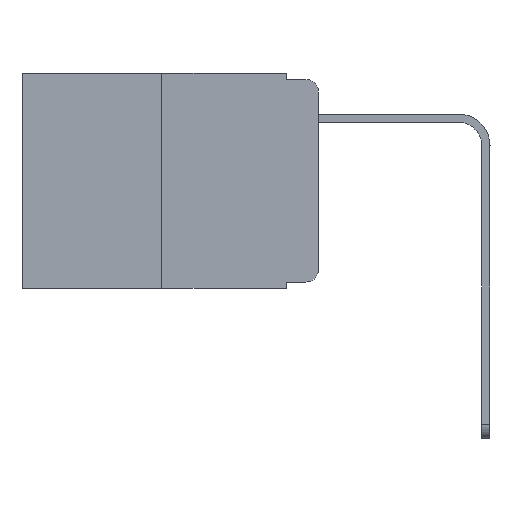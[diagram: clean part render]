
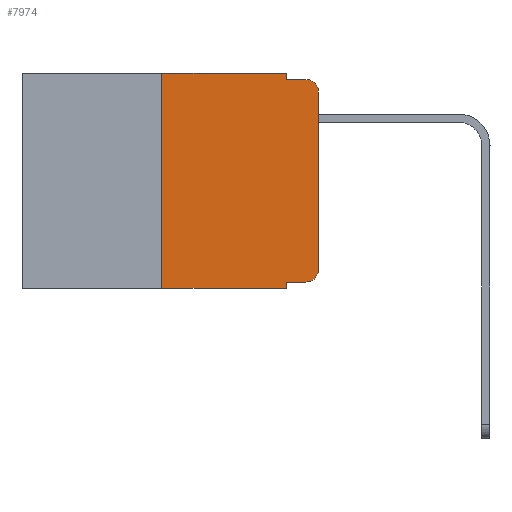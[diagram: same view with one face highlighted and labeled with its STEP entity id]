
A CAD part, left-side view. The second image highlights one B-rep face of the part: STEP entity #7974.
In plain terms, the highlighted planar face has unit normal (-1, 0, 0).
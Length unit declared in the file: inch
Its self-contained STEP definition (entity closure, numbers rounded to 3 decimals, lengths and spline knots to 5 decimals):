
#166 = CARTESIAN_POINT ( 'NONE',  ( 0., 0., -0.03 ) ) ;
#452 = CARTESIAN_POINT ( 'NONE',  ( 0., 0.051, 0. ) ) ;
#546 = LINE ( 'NONE', #452, #15595 ) ;
#593 = CIRCLE ( 'NONE', #21021, 0.02 ) ;
#662 = DIRECTION ( 'NONE',  ( 0., 0., 1. ) ) ;
#881 = DIRECTION ( 'NONE',  ( 0., 0., -1. ) ) ;
#893 = VECTOR ( 'NONE', #881, 39.37008 ) ;
#1199 = ORIENTED_EDGE ( 'NONE', *, *, #16220, .F. ) ;
#1478 = DIRECTION ( 'NONE',  ( 0., 0., -1. ) ) ;
#1784 = EDGE_LOOP ( 'NONE', ( #15642, #1866, #12902, #2816, #17661, #6485, #6541, #1199, #18859, #2130 ) ) ;
#1866 = ORIENTED_EDGE ( 'NONE', *, *, #18316, .T. ) ;
#1967 = AXIS2_PLACEMENT_3D ( 'NONE', #20891, #6304, #12923 ) ;
#2130 = ORIENTED_EDGE ( 'NONE', *, *, #5901, .T. ) ;
#2816 = ORIENTED_EDGE ( 'NONE', *, *, #6632, .F. ) ;
#3237 = PLANE ( 'NONE',  #1967 ) ;
#3658 = VERTEX_POINT ( 'NONE', #5044 ) ;
#3703 = LINE ( 'NONE', #8948, #9067 ) ;
#4255 = VERTEX_POINT ( 'NONE', #16164 ) ;
#5044 = CARTESIAN_POINT ( 'NONE',  ( 0., 0.051, 0. ) ) ;
#5241 = CARTESIAN_POINT ( 'NONE',  ( 0., 0.25, -0.343 ) ) ;
#5591 = VERTEX_POINT ( 'NONE', #8588 ) ;
#5901 = EDGE_CURVE ( 'NONE', #15324, #12989, #14861, .T. ) ;
#5909 = EDGE_CURVE ( 'NONE', #4255, #3658, #16908, .T. ) ;
#6259 = EDGE_CURVE ( 'NONE', #15997, #4255, #8498, .T. ) ;
#6304 = DIRECTION ( 'NONE',  ( 1., 0., 0. ) ) ;
#6392 = FACE_OUTER_BOUND ( 'NONE', #1784, .T. ) ;
#6485 = ORIENTED_EDGE ( 'NONE', *, *, #6259, .F. ) ;
#6535 = LINE ( 'NONE', #20390, #893 ) ;
#6541 = ORIENTED_EDGE ( 'NONE', *, *, #15088, .T. ) ;
#6576 = LINE ( 'NONE', #10642, #14732 ) ;
#6632 = EDGE_CURVE ( 'NONE', #3658, #14092, #546, .T. ) ;
#7010 = AXIS2_PLACEMENT_3D ( 'NONE', #19438, #9614, #1478 ) ;
#7623 = VECTOR ( 'NONE', #13759, 39.37008 ) ;
#7974 = ADVANCED_FACE ( 'NONE', ( #6392 ), #3237, .F. ) ;
#7999 = CARTESIAN_POINT ( 'NONE',  ( 0., 0.02, -0.333 ) ) ;
#8129 = VERTEX_POINT ( 'NONE', #166 ) ;
#8133 = EDGE_CURVE ( 'NONE', #5591, #15324, #10967, .T. ) ;
#8498 = LINE ( 'NONE', #9812, #13572 ) ;
#8588 = CARTESIAN_POINT ( 'NONE',  ( 0., 0.051, -0.333 ) ) ;
#8948 = CARTESIAN_POINT ( 'NONE',  ( 0., 0.051, -0.01 ) ) ;
#9067 = VECTOR ( 'NONE', #15276, 39.37008 ) ;
#9614 = DIRECTION ( 'NONE',  ( -1., 0., 0. ) ) ;
#9710 = CARTESIAN_POINT ( 'NONE',  ( 0., 0.02, -0.01 ) ) ;
#9812 = CARTESIAN_POINT ( 'NONE',  ( 0., 0.25, 0. ) ) ;
#9892 = LINE ( 'NONE', #12056, #7623 ) ;
#10283 = CARTESIAN_POINT ( 'NONE',  ( 0., 0.051, -0.343 ) ) ;
#10642 = CARTESIAN_POINT ( 'NONE',  ( 0., 0., 0. ) ) ;
#10793 = VECTOR ( 'NONE', #17571, 39.37008 ) ;
#10967 = LINE ( 'NONE', #18045, #16085 ) ;
#11072 = VERTEX_POINT ( 'NONE', #10283 ) ;
#11118 = EDGE_CURVE ( 'NONE', #14092, #19296, #3703, .T. ) ;
#11160 = CARTESIAN_POINT ( 'NONE',  ( 0., 0.473, 0. ) ) ;
#11391 = CARTESIAN_POINT ( 'NONE',  ( 0., 0.02, -0.03 ) ) ;
#11577 = DIRECTION ( 'NONE',  ( 0., -1., 0. ) ) ;
#12056 = CARTESIAN_POINT ( 'NONE',  ( 0., 0.473, -0.343 ) ) ;
#12902 = ORIENTED_EDGE ( 'NONE', *, *, #11118, .F. ) ;
#12923 = DIRECTION ( 'NONE',  ( 0., 0., -1. ) ) ;
#12989 = VERTEX_POINT ( 'NONE', #13898 ) ;
#13254 = EDGE_CURVE ( 'NONE', #12989, #8129, #6576, .T. ) ;
#13495 = DIRECTION ( 'NONE',  ( 0., 0., -1. ) ) ;
#13572 = VECTOR ( 'NONE', #19686, 39.37008 ) ;
#13759 = DIRECTION ( 'NONE',  ( 0., -1., 0. ) ) ;
#13898 = CARTESIAN_POINT ( 'NONE',  ( 0., 0., -0.313 ) ) ;
#14092 = VERTEX_POINT ( 'NONE', #17433 ) ;
#14732 = VECTOR ( 'NONE', #662, 39.37008 ) ;
#14861 = CIRCLE ( 'NONE', #7010, 0.02 ) ;
#14875 = DIRECTION ( 'NONE',  ( 0., 0., -1. ) ) ;
#14948 = DIRECTION ( 'NONE',  ( -1., 0., 0. ) ) ;
#15088 = EDGE_CURVE ( 'NONE', #15997, #11072, #9892, .T. ) ;
#15276 = DIRECTION ( 'NONE',  ( 0., -1., 0. ) ) ;
#15324 = VERTEX_POINT ( 'NONE', #7999 ) ;
#15595 = VECTOR ( 'NONE', #13495, 39.37008 ) ;
#15642 = ORIENTED_EDGE ( 'NONE', *, *, #13254, .T. ) ;
#15997 = VERTEX_POINT ( 'NONE', #5241 ) ;
#16085 = VECTOR ( 'NONE', #11577, 39.37008 ) ;
#16164 = CARTESIAN_POINT ( 'NONE',  ( 0., 0.25, 0. ) ) ;
#16220 = EDGE_CURVE ( 'NONE', #5591, #11072, #6535, .T. ) ;
#16908 = LINE ( 'NONE', #11160, #10793 ) ;
#17433 = CARTESIAN_POINT ( 'NONE',  ( 0., 0.051, -0.01 ) ) ;
#17571 = DIRECTION ( 'NONE',  ( 0., -1., 0. ) ) ;
#17661 = ORIENTED_EDGE ( 'NONE', *, *, #5909, .F. ) ;
#18045 = CARTESIAN_POINT ( 'NONE',  ( 0., 0.051, -0.333 ) ) ;
#18316 = EDGE_CURVE ( 'NONE', #8129, #19296, #593, .T. ) ;
#18859 = ORIENTED_EDGE ( 'NONE', *, *, #8133, .T. ) ;
#19296 = VERTEX_POINT ( 'NONE', #9710 ) ;
#19438 = CARTESIAN_POINT ( 'NONE',  ( 0., 0.02, -0.313 ) ) ;
#19686 = DIRECTION ( 'NONE',  ( 0., 0., 1. ) ) ;
#20390 = CARTESIAN_POINT ( 'NONE',  ( 0., 0.051, 0. ) ) ;
#20891 = CARTESIAN_POINT ( 'NONE',  ( 0., 0.473, 0. ) ) ;
#21021 = AXIS2_PLACEMENT_3D ( 'NONE', #11391, #14948, #14875 ) ;
